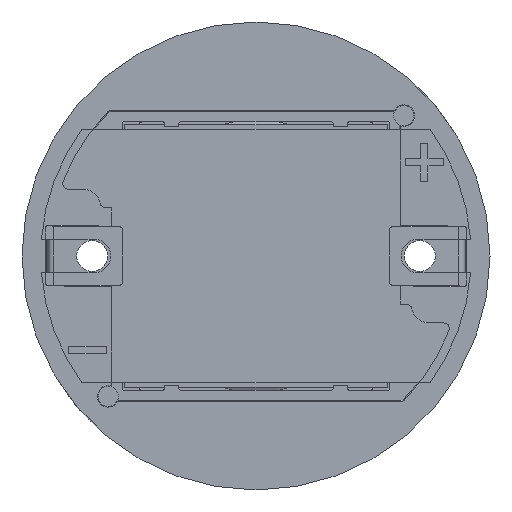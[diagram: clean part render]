
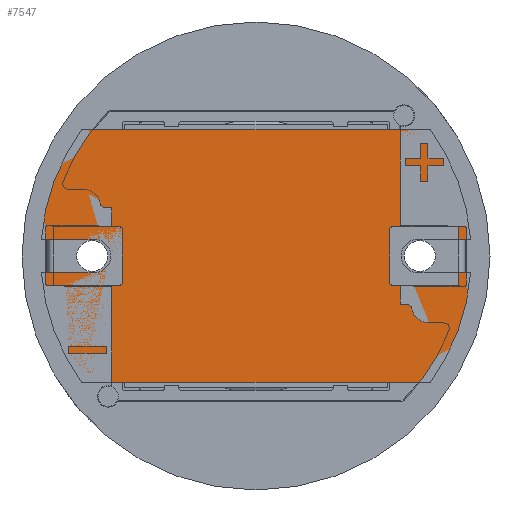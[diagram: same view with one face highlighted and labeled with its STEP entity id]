
A CAD part, top view. The second image highlights one B-rep face of the part: STEP entity #7547.
In plain terms, the highlighted face is planar.
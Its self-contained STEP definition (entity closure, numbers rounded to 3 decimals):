
#1052 = CARTESIAN_POINT ( 'NONE',  ( -17.3, -0.05, 0. ) ) ;
#1584 = VERTEX_POINT ( 'NONE', #8304 ) ;
#1775 = VECTOR ( 'NONE', #21335, 1000. ) ;
#2083 = CARTESIAN_POINT ( 'NONE',  ( 18.621, -0.05, 13.5 ) ) ;
#2243 = DIRECTION ( 'NONE',  ( 0., 1., 0. ) ) ;
#2359 = EDGE_CURVE ( 'NONE', #16080, #5204, #17764, .T. ) ;
#2528 = DIRECTION ( 'NONE',  ( 1., 0., 0. ) ) ;
#2593 = CIRCLE ( 'NONE', #22261, 23. ) ;
#2707 = ORIENTED_EDGE ( 'NONE', *, *, #22562, .F. ) ;
#2897 = VERTEX_POINT ( 'NONE', #8311 ) ;
#2916 = DIRECTION ( 'NONE',  ( 0., 0., 1. ) ) ;
#2991 = LINE ( 'NONE', #15340, #7886 ) ;
#3151 = CARTESIAN_POINT ( 'NONE',  ( -17.3, -0.05, -1.8 ) ) ;
#3330 = EDGE_CURVE ( 'NONE', #5204, #21924, #14170, .T. ) ;
#3757 = EDGE_CURVE ( 'NONE', #1584, #21924, #20779, .T. ) ;
#4061 = EDGE_LOOP ( 'NONE', ( #22276, #18213, #4354, #14304, #16581, #20454, #22917, #11507, #2707, #10798, #20822, #15364 ) ) ;
#4193 = CARTESIAN_POINT ( 'NONE',  ( 0., -0.05, -1.8 ) ) ;
#4285 = DIRECTION ( 'NONE',  ( 0., 1., 0. ) ) ;
#4354 = ORIENTED_EDGE ( 'NONE', *, *, #2359, .F. ) ;
#4416 = VERTEX_POINT ( 'NONE', #23802 ) ;
#4537 = CARTESIAN_POINT ( 'NONE',  ( 0., -0.05, 1.8 ) ) ;
#5204 = VERTEX_POINT ( 'NONE', #12807 ) ;
#5473 = VERTEX_POINT ( 'NONE', #12589 ) ;
#5601 = CARTESIAN_POINT ( 'NONE',  ( 0., -0.05, 0. ) ) ;
#5767 = EDGE_CURVE ( 'NONE', #1584, #10097, #21842, .T. ) ;
#5988 = CARTESIAN_POINT ( 'NONE',  ( -22.929, -0.05, -1.8 ) ) ;
#6181 = DIRECTION ( 'NONE',  ( 0., 1., 0. ) ) ;
#6456 = CARTESIAN_POINT ( 'NONE',  ( 17.3, -0.05, 0. ) ) ;
#6902 = CARTESIAN_POINT ( 'NONE',  ( 0., -0.05, -13.5 ) ) ;
#7329 = EDGE_CURVE ( 'NONE', #20425, #2897, #2991, .T. ) ;
#7470 = DIRECTION ( 'NONE',  ( 0., 0., 1. ) ) ;
#7547 = ADVANCED_FACE ( 'NONE', ( #12724 ), #19643, .F. ) ;
#7669 = AXIS2_PLACEMENT_3D ( 'NONE', #6456, #19335, #8305 ) ;
#7886 = VECTOR ( 'NONE', #2528, 1000. ) ;
#8033 = CIRCLE ( 'NONE', #7669, 1.8 ) ;
#8304 = CARTESIAN_POINT ( 'NONE',  ( -18.621, -0.05, -13.5 ) ) ;
#8305 = DIRECTION ( 'NONE',  ( 0., 0., 1. ) ) ;
#8311 = CARTESIAN_POINT ( 'NONE',  ( 22.929, -0.05, 1.8 ) ) ;
#8701 = DIRECTION ( 'NONE',  ( 0., 1., 0. ) ) ;
#8716 = VERTEX_POINT ( 'NONE', #3151 ) ;
#8928 = CIRCLE ( 'NONE', #13039, 23. ) ;
#9853 = LINE ( 'NONE', #18298, #14153 ) ;
#10097 = VERTEX_POINT ( 'NONE', #5988 ) ;
#10215 = EDGE_CURVE ( 'NONE', #16080, #20425, #8033, .T. ) ;
#10260 = AXIS2_PLACEMENT_3D ( 'NONE', #15386, #6181, #23732 ) ;
#10637 = VECTOR ( 'NONE', #16989, 1000. ) ;
#10798 = ORIENTED_EDGE ( 'NONE', *, *, #20681, .T. ) ;
#11348 = CARTESIAN_POINT ( 'NONE',  ( 17.3, -0.05, 1.8 ) ) ;
#11507 = ORIENTED_EDGE ( 'NONE', *, *, #20532, .F. ) ;
#12589 = CARTESIAN_POINT ( 'NONE',  ( -17.3, -0.05, 1.8 ) ) ;
#12608 = AXIS2_PLACEMENT_3D ( 'NONE', #1052, #13903, #2916 ) ;
#12724 = FACE_OUTER_BOUND ( 'NONE', #4061, .T. ) ;
#12807 = CARTESIAN_POINT ( 'NONE',  ( 22.929, -0.05, -1.8 ) ) ;
#13039 = AXIS2_PLACEMENT_3D ( 'NONE', #15266, #4285, #17149 ) ;
#13452 = DIRECTION ( 'NONE',  ( 0., 0., 1. ) ) ;
#13782 = LINE ( 'NONE', #15109, #10637 ) ;
#13903 = DIRECTION ( 'NONE',  ( 0., 1., 0. ) ) ;
#14153 = VECTOR ( 'NONE', #16442, 1000. ) ;
#14170 = CIRCLE ( 'NONE', #15550, 23. ) ;
#14304 = ORIENTED_EDGE ( 'NONE', *, *, #10215, .T. ) ;
#14653 = CARTESIAN_POINT ( 'NONE',  ( 17.3, -0.05, -1.8 ) ) ;
#15109 = CARTESIAN_POINT ( 'NONE',  ( 0., -0.05, -1.8 ) ) ;
#15266 = CARTESIAN_POINT ( 'NONE',  ( 0., -0.05, 0. ) ) ;
#15325 = LINE ( 'NONE', #4537, #19690 ) ;
#15340 = CARTESIAN_POINT ( 'NONE',  ( 0., -0.05, 1.8 ) ) ;
#15364 = ORIENTED_EDGE ( 'NONE', *, *, #5767, .F. ) ;
#15386 = CARTESIAN_POINT ( 'NONE',  ( 0., -0.05, 0. ) ) ;
#15550 = AXIS2_PLACEMENT_3D ( 'NONE', #22583, #2243, #13452 ) ;
#16080 = VERTEX_POINT ( 'NONE', #14653 ) ;
#16117 = EDGE_CURVE ( 'NONE', #21733, #2897, #2593, .T. ) ;
#16442 = DIRECTION ( 'NONE',  ( 1., 0., 0. ) ) ;
#16581 = ORIENTED_EDGE ( 'NONE', *, *, #7329, .T. ) ;
#16989 = DIRECTION ( 'NONE',  ( -1., 0., 0. ) ) ;
#17149 = DIRECTION ( 'NONE',  ( 0., 0., 1. ) ) ;
#17764 = LINE ( 'NONE', #4193, #22663 ) ;
#18090 = CARTESIAN_POINT ( 'NONE',  ( -22.929, -0.05, 1.8 ) ) ;
#18213 = ORIENTED_EDGE ( 'NONE', *, *, #3330, .F. ) ;
#18298 = CARTESIAN_POINT ( 'NONE',  ( 0., -0.05, 13.5 ) ) ;
#18448 = DIRECTION ( 'NONE',  ( 0., 1., 0. ) ) ;
#19271 = VERTEX_POINT ( 'NONE', #18090 ) ;
#19335 = DIRECTION ( 'NONE',  ( 0., 1., 0. ) ) ;
#19643 = PLANE ( 'NONE',  #20232 ) ;
#19690 = VECTOR ( 'NONE', #22878, 1000. ) ;
#19724 = CARTESIAN_POINT ( 'NONE',  ( 0., -0.05, 0. ) ) ;
#19786 = EDGE_CURVE ( 'NONE', #4416, #21733, #9853, .T. ) ;
#19861 = CIRCLE ( 'NONE', #12608, 1.8 ) ;
#20232 = AXIS2_PLACEMENT_3D ( 'NONE', #19724, #8701, #21556 ) ;
#20425 = VERTEX_POINT ( 'NONE', #11348 ) ;
#20444 = EDGE_CURVE ( 'NONE', #8716, #10097, #13782, .T. ) ;
#20454 = ORIENTED_EDGE ( 'NONE', *, *, #16117, .F. ) ;
#20532 = EDGE_CURVE ( 'NONE', #19271, #4416, #8928, .T. ) ;
#20681 = EDGE_CURVE ( 'NONE', #5473, #8716, #19861, .T. ) ;
#20779 = LINE ( 'NONE', #6902, #1775 ) ;
#20822 = ORIENTED_EDGE ( 'NONE', *, *, #20444, .T. ) ;
#21127 = CARTESIAN_POINT ( 'NONE',  ( 18.621, -0.05, -13.5 ) ) ;
#21335 = DIRECTION ( 'NONE',  ( 1., 0., 0. ) ) ;
#21556 = DIRECTION ( 'NONE',  ( 0., 0., 1. ) ) ;
#21733 = VERTEX_POINT ( 'NONE', #2083 ) ;
#21842 = CIRCLE ( 'NONE', #10260, 23. ) ;
#21924 = VERTEX_POINT ( 'NONE', #21127 ) ;
#22261 = AXIS2_PLACEMENT_3D ( 'NONE', #5601, #18448, #7470 ) ;
#22276 = ORIENTED_EDGE ( 'NONE', *, *, #3757, .T. ) ;
#22562 = EDGE_CURVE ( 'NONE', #5473, #19271, #15325, .T. ) ;
#22583 = CARTESIAN_POINT ( 'NONE',  ( 0., -0.05, 0. ) ) ;
#22603 = DIRECTION ( 'NONE',  ( 1., 0., 0. ) ) ;
#22663 = VECTOR ( 'NONE', #22603, 1000. ) ;
#22878 = DIRECTION ( 'NONE',  ( -1., 0., 0. ) ) ;
#22917 = ORIENTED_EDGE ( 'NONE', *, *, #19786, .F. ) ;
#23732 = DIRECTION ( 'NONE',  ( 0., 0., 1. ) ) ;
#23802 = CARTESIAN_POINT ( 'NONE',  ( -18.621, -0.05, 13.5 ) ) ;
